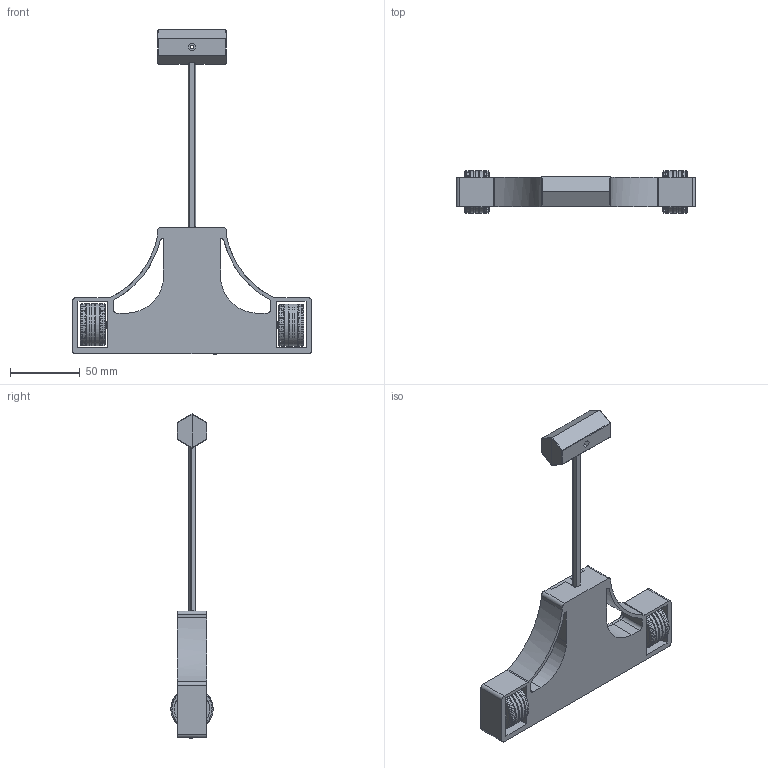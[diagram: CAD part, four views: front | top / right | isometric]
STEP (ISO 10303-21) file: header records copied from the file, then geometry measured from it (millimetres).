
FILE_DESCRIPTION(('FreeCAD Model'),'2;1');
FILE_NAME('Open CASCADE Shape Model','2025-05-02T15:13:31',('FreeCAD'),( 'FreeCAD'),'Open CASCADE STEP processor 7.6','FreeCAD','Unknown');
FILE_SCHEMA(('AUTOMOTIVE_DESIGN { 1 0 10303 214 1 1 1 1 }'));
Products named in the file (1): Open CASCADE STEP translator 7.6 1
Bounding box: 171.3 x 30.17 x 232.04 mm (x, y, z)
Volume: 171726.8 mm3; surface area: 102555 mm2
Topology: 69 solids, 69 shells, 3582 faces, 9441 edges, 6142 vertices
Faces by surface type: bspline 3582
Entity records: 122002 total; most frequent: CARTESIAN_POINT 66781, ORIENTED_EDGE 18842, EDGE_CURVE 9421, B_SPLINE_CURVE_WITH_KNOTS 6922, VERTEX_POINT 6142, FACE_BOUND 3899, EDGE_LOOP 3899, ADVANCED_FACE 3582
